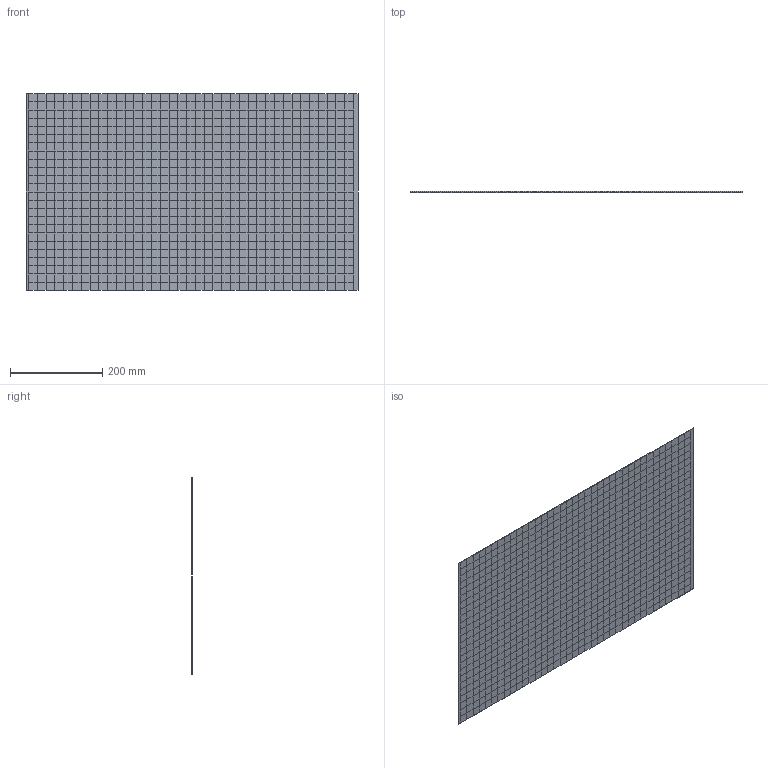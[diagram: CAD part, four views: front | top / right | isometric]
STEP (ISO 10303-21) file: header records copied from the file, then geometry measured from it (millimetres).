
FILE_DESCRIPTION (( 'STEP AP214' ), '1' );
FILE_NAME ('INGUN_109904.STEP', '2020-11-18T13:20:11', ( '' ), ( '' ), 'SwSTEP 2.0', 'SolidWorks 2018', '' );
FILE_SCHEMA (( 'AUTOMOTIVE_DESIGN' ));
Length unit declared in the file: millimetre
Products named in the file (2): INGUN_109904; 109904~1
Assembly tree (1 placements, depth 2):
  INGUN_109904
    109904~1
Bounding box: 720 x 1.5 x 426.2 mm (x, y, z)
Volume: 460296 mm3; surface area: 617166.6 mm2
Topology: 1 solids, 1 shells, 895 faces, 1851 edges, 958 vertices
Faces by surface type: plane 895
Entity records: 31952 total; most frequent: CARTESIAN_POINT 3708, ORIENTED_EDGE 3702, DIRECTION 3649, LINE 1851, VECTOR 1851, EDGE_CURVE 1851, VERTEX_POINT 958, AXIS2_PLACEMENT_3D 899
